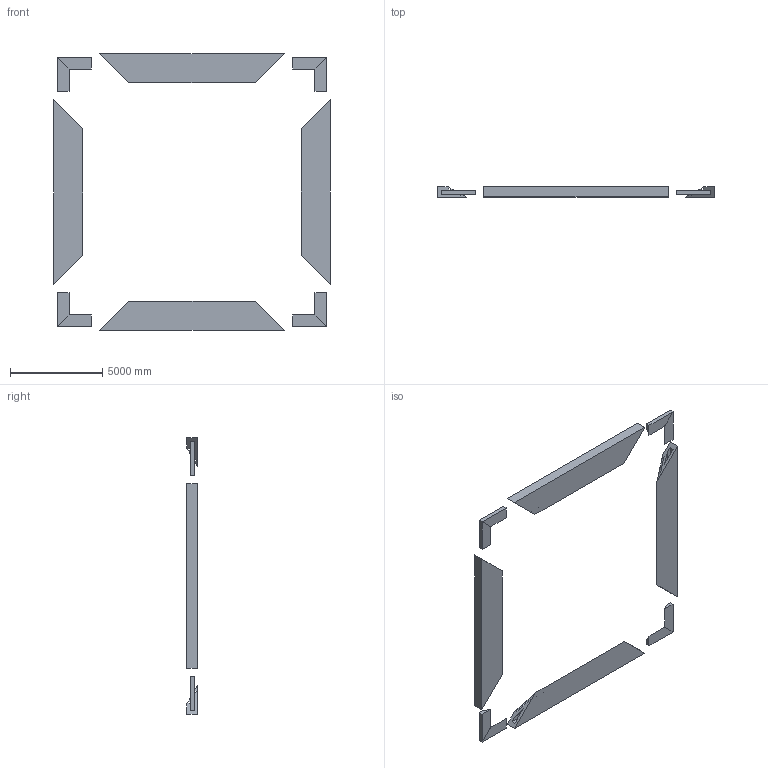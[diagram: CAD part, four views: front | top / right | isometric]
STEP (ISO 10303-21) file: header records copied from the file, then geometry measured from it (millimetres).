
FILE_DESCRIPTION(('FreeCAD Model'),'2;1');
FILE_NAME('Open CASCADE Shape Model','2021-09-02T10:30:35',('Author'),( ''),'Open CASCADE STEP processor 7.5','FreeCAD','Unknown');
FILE_SCHEMA(('AUTOMOTIVE_DESIGN { 1 0 10303 214 1 1 1 1 }'));
Length unit declared in the file: millimetre
Products named in the file (26): Assembly_for_dovetail; ExplodedAssembly; SimpleGroup; trajectory_line; SimpleGroup001; trajectory_line001; SimpleGroup002; trajectory_line002; SimpleGroup003; trajectory_line003; SimpleGroup004; trajectory_line004; SimpleGroup005; trajectory_line005; SimpleGroup006; trajectory_line006; SimpleGroup007; trajectory_line007; Dovetail_freecad_20ft_001; 90 degree bracket_004; Dovetail_freecad_20ft_002; 90 degree bracket_002; 90 degree bracket_003; 90 degree bracket_001; Dovetail_freecad_20ft_003; Dovetail_freecad_20ft_004
Assembly tree (41 placements, depth 4):
  Assembly_for_dovetail
    ExplodedAssembly
      SimpleGroup
        trajectory_line
      SimpleGroup001
        trajectory_line001
      SimpleGroup002
        trajectory_line002
      SimpleGroup003
        trajectory_line003
      SimpleGroup004
        trajectory_line004
      SimpleGroup005
        trajectory_line005
      SimpleGroup006
        trajectory_line006
      SimpleGroup007
        trajectory_line007
    SimpleGroup004
      trajectory_line004
    SimpleGroup006
      trajectory_line006
    SimpleGroup002
      trajectory_line002
    SimpleGroup
      trajectory_line
    SimpleGroup001
      trajectory_line001
    SimpleGroup003
      trajectory_line003
    SimpleGroup005
      trajectory_line005
    SimpleGroup007
      trajectory_line007
    Dovetail_freecad_20ft_001
    trajectory_line001
    trajectory_line
    90 degree bracket_004
    Dovetail_freecad_20ft_002
    90 degree bracket_002
    90 degree bracket_003
    90 degree bracket_001
    Dovetail_freecad_20ft_003
    Dovetail_freecad_20ft_004
    trajectory_line002
    trajectory_line003
    trajectory_line004
    trajectory_line005
    trajectory_line006
    trajectory_line007
Bounding box: 15000 x 560 x 15000 mm (x, y, z)
Volume: 17662009725 mm3; surface area: 256031673.4 mm2
Topology: 8 solids, 8 shells, 160 faces, 452 edges, 344 vertices
Faces by surface type: plane 160
Entity records: 11064 total; most frequent: CARTESIAN_POINT 1758, DIRECTION 1664, LINE 1260, VECTOR 1260, ORIENTED_EDGE 832, PCURVE 832, DEFINITIONAL_REPRESENTATION 832, EDGE_CURVE 416
